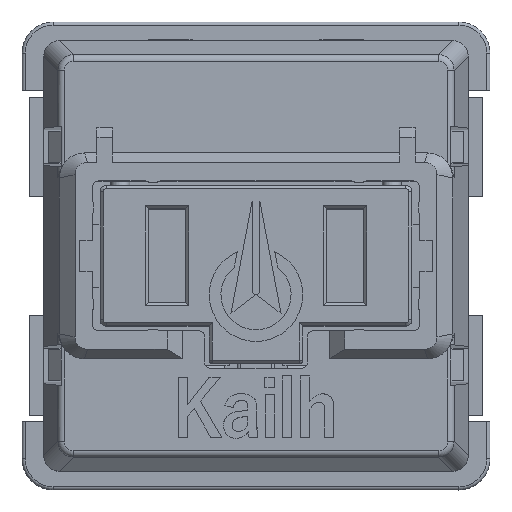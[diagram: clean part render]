
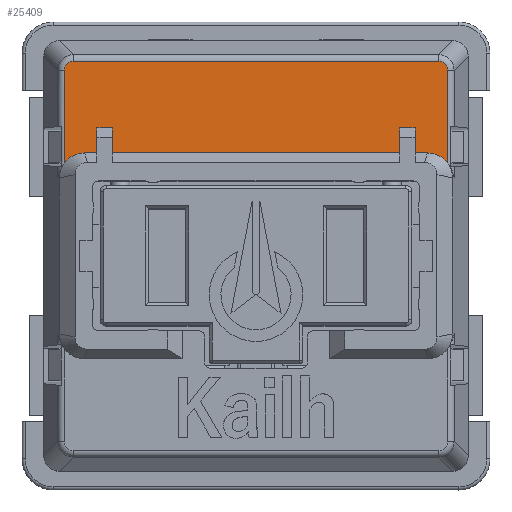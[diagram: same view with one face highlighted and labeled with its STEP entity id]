
A CAD part, top view. The second image highlights one B-rep face of the part: STEP entity #25409.
In plain terms, the highlighted planar face has unit normal (0, 0, 1).
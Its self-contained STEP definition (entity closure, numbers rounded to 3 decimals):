
#21956 = VERTEX_POINT('',#21957);
#21957 = CARTESIAN_POINT('',(6.142,2.977,2.));
#21974 = VERTEX_POINT('',#21975);
#21975 = CARTESIAN_POINT('',(6.142,5.95,2.));
#21982 = EDGE_CURVE('',#21956,#21974,#21983,.T.);
#21983 = LINE('',#21984,#21985);
#21984 = CARTESIAN_POINT('',(6.142,2.5,2.));
#21985 = VECTOR('',#21986,1.);
#21986 = DIRECTION('',(0.,1.,0.));
#22781 = VERTEX_POINT('',#22782);
#22782 = CARTESIAN_POINT('',(-6.142,2.977,2.));
#22799 = EDGE_CURVE('',#22781,#22800,#22802,.T.);
#22800 = VERTEX_POINT('',#22801);
#22801 = CARTESIAN_POINT('',(-6.142,5.95,2.));
#22802 = LINE('',#22803,#22804);
#22803 = CARTESIAN_POINT('',(-6.142,2.5,2.));
#22804 = VECTOR('',#22805,1.);
#22805 = DIRECTION('',(0.,1.,0.));
#25409 = ADVANCED_FACE('',(#25410),#25526,.T.);
#25410 = FACE_BOUND('',#25411,.T.);
#25411 = EDGE_LOOP('',(#25412,#25413,#25422,#25430,#25438,#25446,#25454,
    #25462,#25470,#25478,#25486,#25494,#25501,#25502,#25511,#25519));
#25412 = ORIENTED_EDGE('',*,*,#22799,.F.);
#25413 = ORIENTED_EDGE('',*,*,#25414,.F.);
#25414 = EDGE_CURVE('',#25415,#22781,#25417,.T.);
#25415 = VERTEX_POINT('',#25416);
#25416 = CARTESIAN_POINT('',(-5.5,3.3,2.));
#25417 = CIRCLE('',#25418,0.8);
#25418 = AXIS2_PLACEMENT_3D('',#25419,#25420,#25421);
#25419 = CARTESIAN_POINT('',(-5.5,2.5,2.));
#25420 = DIRECTION('',(0.,0.,1.));
#25421 = DIRECTION('',(1.,0.,-0.));
#25422 = ORIENTED_EDGE('',*,*,#25423,.T.);
#25423 = EDGE_CURVE('',#25415,#25424,#25426,.T.);
#25424 = VERTEX_POINT('',#25425);
#25425 = CARTESIAN_POINT('',(-5.1,3.3,2.));
#25426 = LINE('',#25427,#25428);
#25427 = CARTESIAN_POINT('',(-5.5,3.3,2.));
#25428 = VECTOR('',#25429,1.);
#25429 = DIRECTION('',(1.,0.,0.));
#25430 = ORIENTED_EDGE('',*,*,#25431,.T.);
#25431 = EDGE_CURVE('',#25424,#25432,#25434,.T.);
#25432 = VERTEX_POINT('',#25433);
#25433 = CARTESIAN_POINT('',(-5.1,4.1,2.));
#25434 = LINE('',#25435,#25436);
#25435 = CARTESIAN_POINT('',(-5.1,3.3,2.));
#25436 = VECTOR('',#25437,1.);
#25437 = DIRECTION('',(0.,1.,0.));
#25438 = ORIENTED_EDGE('',*,*,#25439,.T.);
#25439 = EDGE_CURVE('',#25432,#25440,#25442,.T.);
#25440 = VERTEX_POINT('',#25441);
#25441 = CARTESIAN_POINT('',(-4.6,4.1,2.));
#25442 = LINE('',#25443,#25444);
#25443 = CARTESIAN_POINT('',(-5.1,4.1,2.));
#25444 = VECTOR('',#25445,1.);
#25445 = DIRECTION('',(1.,0.,0.));
#25446 = ORIENTED_EDGE('',*,*,#25447,.T.);
#25447 = EDGE_CURVE('',#25440,#25448,#25450,.T.);
#25448 = VERTEX_POINT('',#25449);
#25449 = CARTESIAN_POINT('',(-4.6,3.3,2.));
#25450 = LINE('',#25451,#25452);
#25451 = CARTESIAN_POINT('',(-4.6,4.1,2.));
#25452 = VECTOR('',#25453,1.);
#25453 = DIRECTION('',(0.,-1.,0.));
#25454 = ORIENTED_EDGE('',*,*,#25455,.T.);
#25455 = EDGE_CURVE('',#25448,#25456,#25458,.T.);
#25456 = VERTEX_POINT('',#25457);
#25457 = CARTESIAN_POINT('',(4.6,3.3,2.));
#25458 = LINE('',#25459,#25460);
#25459 = CARTESIAN_POINT('',(-4.6,3.3,2.));
#25460 = VECTOR('',#25461,1.);
#25461 = DIRECTION('',(1.,0.,0.));
#25462 = ORIENTED_EDGE('',*,*,#25463,.T.);
#25463 = EDGE_CURVE('',#25456,#25464,#25466,.T.);
#25464 = VERTEX_POINT('',#25465);
#25465 = CARTESIAN_POINT('',(4.6,4.1,2.));
#25466 = LINE('',#25467,#25468);
#25467 = CARTESIAN_POINT('',(4.6,3.3,2.));
#25468 = VECTOR('',#25469,1.);
#25469 = DIRECTION('',(0.,1.,0.));
#25470 = ORIENTED_EDGE('',*,*,#25471,.T.);
#25471 = EDGE_CURVE('',#25464,#25472,#25474,.T.);
#25472 = VERTEX_POINT('',#25473);
#25473 = CARTESIAN_POINT('',(5.1,4.1,2.));
#25474 = LINE('',#25475,#25476);
#25475 = CARTESIAN_POINT('',(4.6,4.1,2.));
#25476 = VECTOR('',#25477,1.);
#25477 = DIRECTION('',(1.,0.,0.));
#25478 = ORIENTED_EDGE('',*,*,#25479,.T.);
#25479 = EDGE_CURVE('',#25472,#25480,#25482,.T.);
#25480 = VERTEX_POINT('',#25481);
#25481 = CARTESIAN_POINT('',(5.1,3.3,2.));
#25482 = LINE('',#25483,#25484);
#25483 = CARTESIAN_POINT('',(5.1,4.1,2.));
#25484 = VECTOR('',#25485,1.);
#25485 = DIRECTION('',(0.,-1.,0.));
#25486 = ORIENTED_EDGE('',*,*,#25487,.T.);
#25487 = EDGE_CURVE('',#25480,#25488,#25490,.T.);
#25488 = VERTEX_POINT('',#25489);
#25489 = CARTESIAN_POINT('',(5.5,3.3,2.));
#25490 = LINE('',#25491,#25492);
#25491 = CARTESIAN_POINT('',(5.1,3.3,2.));
#25492 = VECTOR('',#25493,1.);
#25493 = DIRECTION('',(1.,0.,0.));
#25494 = ORIENTED_EDGE('',*,*,#25495,.F.);
#25495 = EDGE_CURVE('',#21956,#25488,#25496,.T.);
#25496 = CIRCLE('',#25497,0.8);
#25497 = AXIS2_PLACEMENT_3D('',#25498,#25499,#25500);
#25498 = CARTESIAN_POINT('',(5.5,2.5,2.));
#25499 = DIRECTION('',(0.,0.,1.));
#25500 = DIRECTION('',(1.,0.,-0.));
#25501 = ORIENTED_EDGE('',*,*,#21982,.T.);
#25502 = ORIENTED_EDGE('',*,*,#25503,.T.);
#25503 = EDGE_CURVE('',#21974,#25504,#25506,.T.);
#25504 = VERTEX_POINT('',#25505);
#25505 = CARTESIAN_POINT('',(5.85,6.242,2.));
#25506 = CIRCLE('',#25507,0.292);
#25507 = AXIS2_PLACEMENT_3D('',#25508,#25509,#25510);
#25508 = CARTESIAN_POINT('',(5.85,5.95,2.));
#25509 = DIRECTION('',(0.,-0.,1.));
#25510 = DIRECTION('',(1.,0.,0.));
#25511 = ORIENTED_EDGE('',*,*,#25512,.F.);
#25512 = EDGE_CURVE('',#25513,#25504,#25515,.T.);
#25513 = VERTEX_POINT('',#25514);
#25514 = CARTESIAN_POINT('',(-5.85,6.242,2.));
#25515 = LINE('',#25516,#25517);
#25516 = CARTESIAN_POINT('',(-7.5,6.242,2.));
#25517 = VECTOR('',#25518,1.);
#25518 = DIRECTION('',(1.,0.,0.));
#25519 = ORIENTED_EDGE('',*,*,#25520,.F.);
#25520 = EDGE_CURVE('',#22800,#25513,#25521,.T.);
#25521 = CIRCLE('',#25522,0.292);
#25522 = AXIS2_PLACEMENT_3D('',#25523,#25524,#25525);
#25523 = CARTESIAN_POINT('',(-5.85,5.95,2.));
#25524 = DIRECTION('',(0.,0.,-1.));
#25525 = DIRECTION('',(-1.,0.,0.));
#25526 = PLANE('',#25527);
#25527 = AXIS2_PLACEMENT_3D('',#25528,#25529,#25530);
#25528 = CARTESIAN_POINT('',(-6.3,10.,2.));
#25529 = DIRECTION('',(0.,0.,1.));
#25530 = DIRECTION('',(1.,0.,0.));
